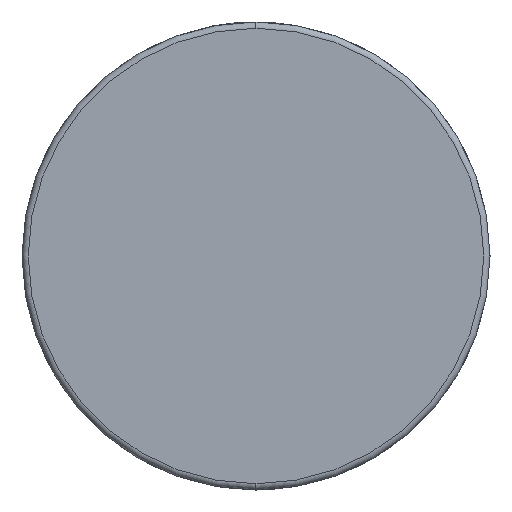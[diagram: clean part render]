
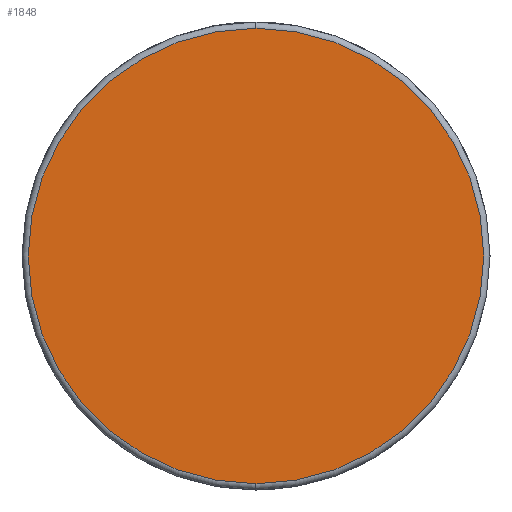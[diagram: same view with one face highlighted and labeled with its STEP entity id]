
A CAD part, left-side view. The second image highlights one B-rep face of the part: STEP entity #1848.
In plain terms, the highlighted planar face has unit normal (-1, 0, 0).
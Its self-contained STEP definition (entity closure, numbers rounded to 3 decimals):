
#484 = CIRCLE ( 'NONE', #6565, 9.1 ) ;
#737 = VERTEX_POINT ( 'NONE', #3793 ) ;
#842 = DIRECTION ( 'NONE',  ( 0., 0., -1. ) ) ;
#1054 = EDGE_CURVE ( 'NONE', #737, #9786, #484, .T. ) ;
#1263 = FACE_OUTER_BOUND ( 'NONE', #5741, .T. ) ;
#1649 = CARTESIAN_POINT ( 'NONE',  ( 0., 0., 0. ) ) ;
#1848 = ADVANCED_FACE ( 'NONE', ( #1263 ), #7932, .F. ) ;
#1903 = EDGE_CURVE ( 'NONE', #9786, #737, #2848, .T. ) ;
#2353 = CARTESIAN_POINT ( 'NONE',  ( 0., 0., 0. ) ) ;
#2458 = DIRECTION ( 'NONE',  ( 1., 0., 0. ) ) ;
#2848 = CIRCLE ( 'NONE', #7030, 9.1 ) ;
#3271 = CARTESIAN_POINT ( 'NONE',  ( 0., 0., 0. ) ) ;
#3793 = CARTESIAN_POINT ( 'NONE',  ( 0., 0., 9.1 ) ) ;
#5589 = DIRECTION ( 'NONE',  ( 0., 0., -1. ) ) ;
#5741 = EDGE_LOOP ( 'NONE', ( #7674, #7625 ) ) ;
#6440 = CARTESIAN_POINT ( 'NONE',  ( 0., 0., -9.1 ) ) ;
#6565 = AXIS2_PLACEMENT_3D ( 'NONE', #3271, #7413, #5589 ) ;
#7030 = AXIS2_PLACEMENT_3D ( 'NONE', #1649, #8304, #842 ) ;
#7413 = DIRECTION ( 'NONE',  ( -1., 0., 0. ) ) ;
#7547 = AXIS2_PLACEMENT_3D ( 'NONE', #2353, #2458, #8896 ) ;
#7625 = ORIENTED_EDGE ( 'NONE', *, *, #1054, .T. ) ;
#7674 = ORIENTED_EDGE ( 'NONE', *, *, #1903, .T. ) ;
#7932 = PLANE ( 'NONE',  #7547 ) ;
#8304 = DIRECTION ( 'NONE',  ( -1., 0., 0. ) ) ;
#8896 = DIRECTION ( 'NONE',  ( 0., 0., -1. ) ) ;
#9786 = VERTEX_POINT ( 'NONE', #6440 ) ;
